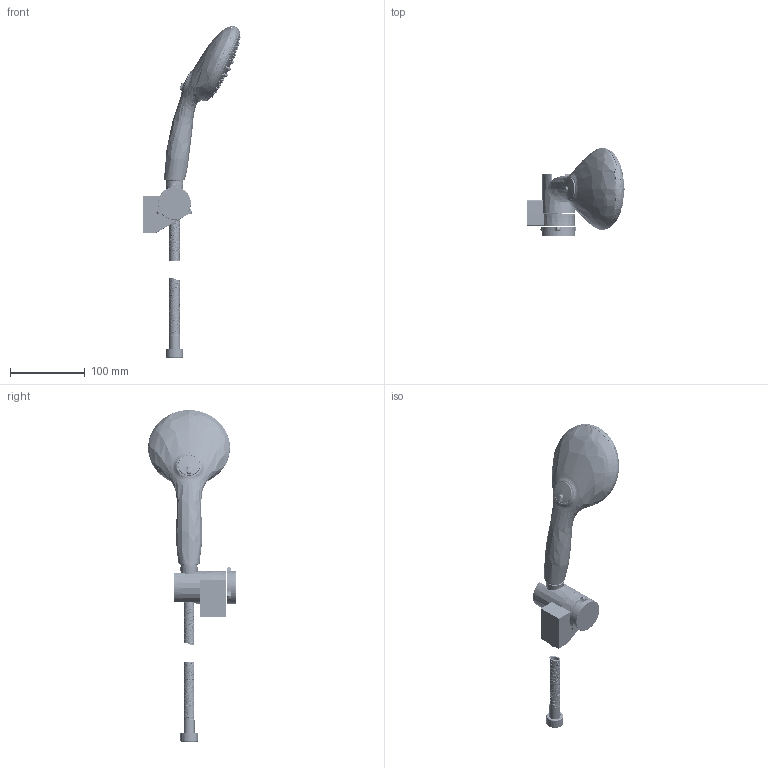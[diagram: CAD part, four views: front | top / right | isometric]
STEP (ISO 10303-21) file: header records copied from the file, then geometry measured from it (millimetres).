
FILE_DESCRIPTION(/* description */ ('Unknown'),/* implementation_level */ '2;1');
FILE_NAME(/* name */ '2760130E',/* time_stamp */ '2023-02-01T12:58:15+01:00',/* author */ ('Unknown'),/* organization */ ('GROHE AG'),/* preprocessor_version */ 'ST-DEVELOPER v16.7',/* originating_system */ 'DEX',/* authorisation */ $);
FILE_SCHEMA (('AUTOMOTIVE_DESIGN {1 0 10303 214 3 1 1}'));
Products named in the file (1): 2760130E
Bounding box: 131.09 x 117.5 x 444.89 mm (x, y, z)
Volume: 219037.4 mm3; surface area: 183152.7 mm2
Topology: 12 solids, 16 shells, 8248 faces, 20815 edges, 12311 vertices
Faces by surface type: bspline 4209, plane 1565, cylinder 1117, torus 781, cone 328, sphere 248
Full cylindrical faces by diameter (mm): 0.83 x4, 2.8 x144, 3.7 x72, 4.1 x14, 8.3 x2, 10.8 x2, 12 x2, 14.376 x2, 14.7 x2, 15.1 x1, 15.6 x1, 16 x2, 16.2 x3, 17.996 x4, 18.2 x1, 18.4 x1, 18.631 x2, 19.2 x1, 19.9 x1, 21 x2, 21.2 x4, 22.2 x2, 22.6 x1, 23 x1, 23.8 x1, 30.98 x1, 31 x1, 41 x1, 44 x1, 90.8 x1
Entity records: 320055 total; most frequent: CARTESIAN_POINT 161941, ORIENTED_EDGE 37190, DIRECTION 23901, EDGE_CURVE 18595, VERTEX_POINT 11497, AXIS2_PLACEMENT_3D 9985, EDGE_LOOP 9772, FACE_BOUND 9772
